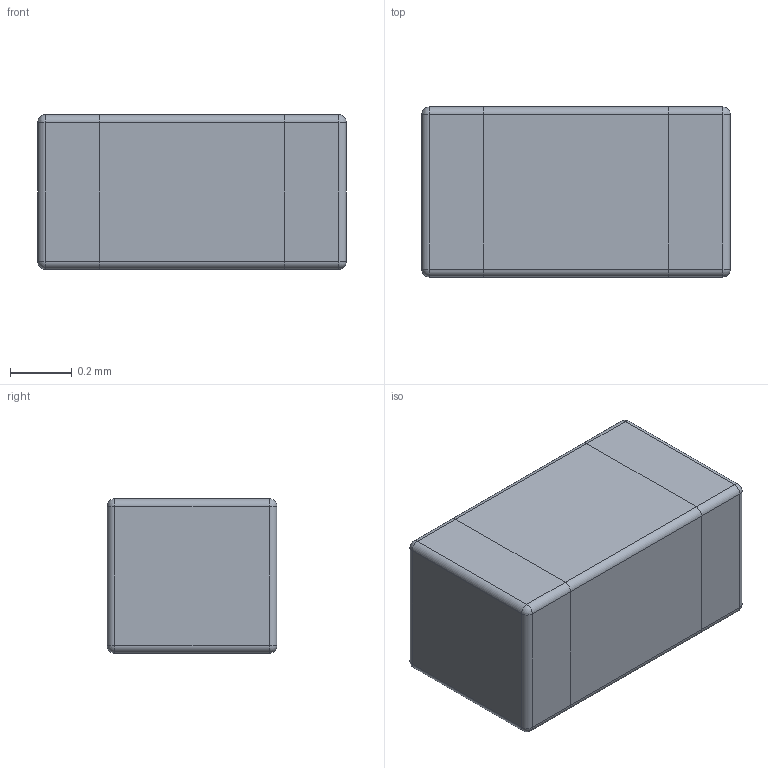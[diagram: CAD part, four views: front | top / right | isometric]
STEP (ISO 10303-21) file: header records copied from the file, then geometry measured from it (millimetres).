
FILE_DESCRIPTION(/* description */ (''),/* implementation_level */ '2;1');
FILE_NAME(/* name */ '',/* time_stamp */ '',/* author */ (''),/* organization */ (''),/* preprocessor_version */ '',/* originating_system */ '',/* authorisation */ '');
FILE_SCHEMA (('AUTOMOTIVE_DESIGN { 1 0 10303 214 3 1 1 }'));
Length unit declared in the file: millimetre
Products named in the file (3): 0402 Resistor; Body; Electrode
Assembly tree (3 placements, depth 2):
  0402 Resistor
    Body
    Electrode  x2
Bounding box: 1 x 0.55 x 0.5 mm (x, y, z)
Volume: 0.3 mm3; surface area: 3.7 mm2
Topology: 3 solids, 3 shells, 100 faces, 237 edges, 150 vertices
Faces by surface type: plane 43, bspline 28, cylinder 21, sphere 8
Entity records: 2740 total; most frequent: CARTESIAN_POINT 877, ORIENTED_EDGE 402, DIRECTION 287, EDGE_CURVE 201, VERTEX_POINT 130, LINE 119, VECTOR 119, EDGE_LOOP 89
